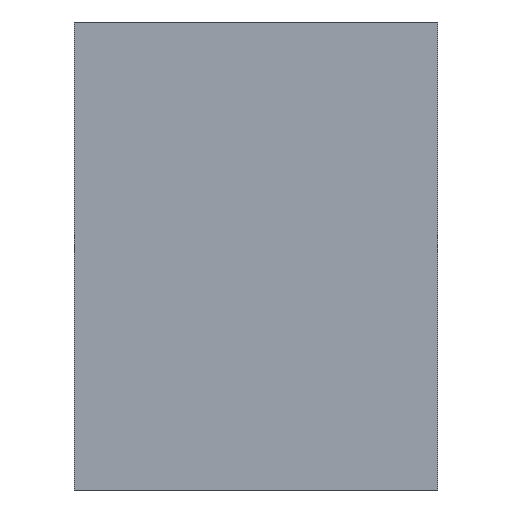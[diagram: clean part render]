
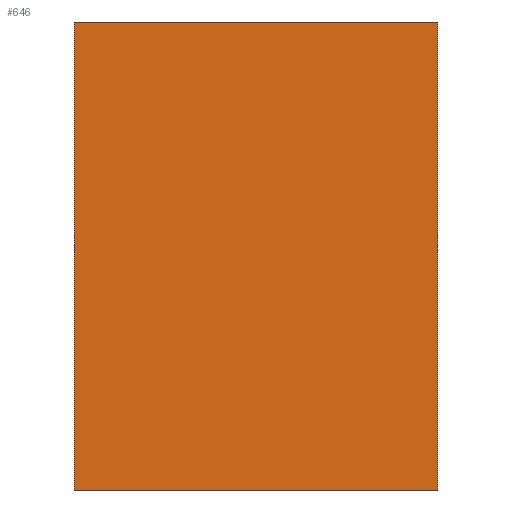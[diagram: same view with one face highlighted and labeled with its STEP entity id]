
A CAD part, left-side view. The second image highlights one B-rep face of the part: STEP entity #646.
In plain terms, the highlighted planar face has unit normal (-1, 0, 0).
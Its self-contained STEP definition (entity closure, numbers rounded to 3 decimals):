
#55=FACE_OUTER_BOUND('',#94,.T.);
#94=EDGE_LOOP('',(#577,#578,#579,#580));
#169=LINE('',#1006,#254);
#174=LINE('',#1016,#259);
#179=LINE('',#1025,#264);
#180=LINE('',#1027,#265);
#254=VECTOR('',#829,10.);
#259=VECTOR('',#836,10.);
#264=VECTOR('',#845,10.);
#265=VECTOR('',#848,10.);
#316=VERTEX_POINT('',#1004);
#317=VERTEX_POINT('',#1005);
#321=VERTEX_POINT('',#1014);
#323=VERTEX_POINT('',#1023);
#399=EDGE_CURVE('',#316,#317,#169,.T.);
#404=EDGE_CURVE('',#321,#316,#174,.T.);
#409=EDGE_CURVE('',#323,#317,#179,.T.);
#410=EDGE_CURVE('',#321,#323,#180,.T.);
#577=ORIENTED_EDGE('',*,*,#410,.T.);
#578=ORIENTED_EDGE('',*,*,#409,.T.);
#579=ORIENTED_EDGE('',*,*,#399,.F.);
#580=ORIENTED_EDGE('',*,*,#404,.F.);
#614=PLANE('',#694);
#646=ADVANCED_FACE('',(#55),#614,.T.);
#694=AXIS2_PLACEMENT_3D('',#1026,#846,#847);
#829=DIRECTION('',(0.,0.,1.));
#836=DIRECTION('',(0.,1.,0.));
#845=DIRECTION('',(0.,1.,0.));
#846=DIRECTION('center_axis',(-1.,0.,0.));
#847=DIRECTION('ref_axis',(0.,0.,1.));
#848=DIRECTION('',(0.,0.,1.));
#1004=CARTESIAN_POINT('',(0.,32.,-41.2));
#1005=CARTESIAN_POINT('',(0.,32.,0.));
#1006=CARTESIAN_POINT('',(0.,32.,-41.2));
#1014=CARTESIAN_POINT('',(0.,0.,-41.2));
#1016=CARTESIAN_POINT('',(0.,0.,-41.2));
#1023=CARTESIAN_POINT('',(0.,0.,0.));
#1025=CARTESIAN_POINT('',(0.,0.,0.));
#1026=CARTESIAN_POINT('Origin',(0.,0.,-41.2));
#1027=CARTESIAN_POINT('',(0.,0.,-41.2));
